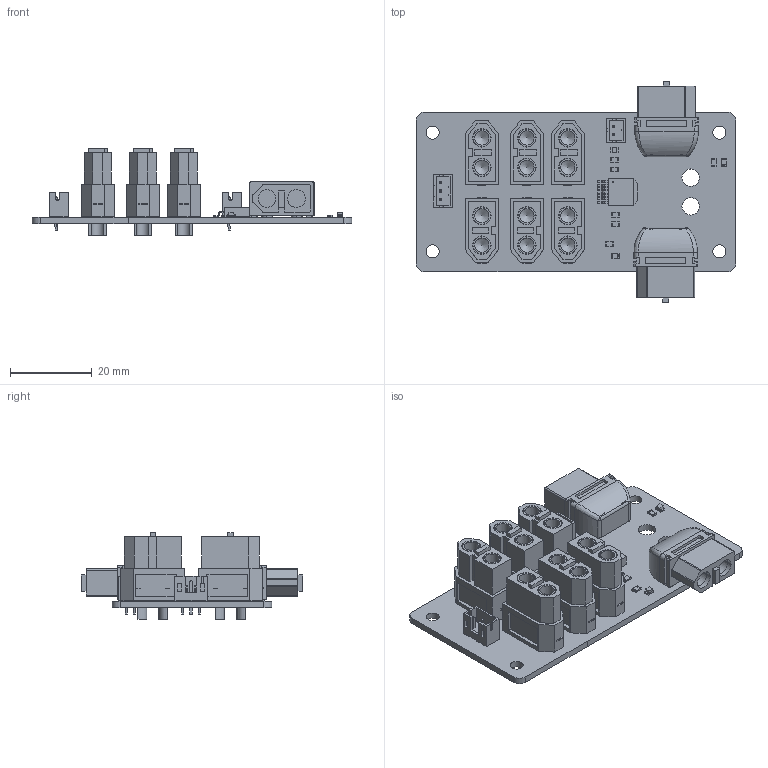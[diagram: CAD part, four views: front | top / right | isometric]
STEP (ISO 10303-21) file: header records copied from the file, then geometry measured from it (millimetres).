
FILE_DESCRIPTION(('KiCad electronic assembly'),'2;1');
FILE_NAME('HighAmpOutput-REV1-2025-04-27.step','2025-04-27T16:56:59',( 'Pcbnew'),('Kicad'),'Open CASCADE STEP processor 7.6', 'KiCad to STEP converter','Unknown');
FILE_SCHEMA(('AUTOMOTIVE_DESIGN { 1 0 10303 214 1 1 1 1 }'));
Length unit declared in the file: millimetre
Products named in the file (18): HighAmpOutput-REV1-2025-04-27 1; R_0805_2012Metric; AMASS_XT60-F_1x02_P7.2mm_Vertical; XT60 female v5; JST_PH_B3B-PH-K_1x03_P2.00mm_Vertical; JST_B3B_PH_K; XT60PW FEMALE; OCTAPACK_VN7004_STM; part; C_0805_2012Metric; LED_0805_2012Metric; JST_PH_B2B-PH-K_1x02_P2.00mm_Vertical; JST_B2B_PH_K; HighAmpOutput_PCB
Assembly tree (29 placements, depth 3):
  HighAmpOutput-REV1-2025-04-27 1
    R_0805_2012Metric  x6
      R_0805_2012Metric
    AMASS_XT60-F_1x02_P7.2mm_Vertical  x6
      XT60 female v5
    JST_PH_B3B-PH-K_1x03_P2.00mm_Vertical
      JST_B3B_PH_K
    XT60PW FEMALE  x2
      XT60PW FEMALE
    OCTAPACK_VN7004_STM
      part
    C_0805_2012Metric
      C_0805_2012Metric
    LED_0805_2012Metric  x2
      LED_0805_2012Metric
    JST_PH_B2B-PH-K_1x02_P2.00mm_Vertical
      JST_B2B_PH_K
    HighAmpOutput_PCB
Bounding box: 78 x 54.1 x 21.2 mm (x, y, z)
Volume: 14886.9 mm3; surface area: 23886.1 mm2
Topology: 42 solids, 42 shells, 1435 faces, 3701 edges, 2430 vertices
Faces by surface type: plane 1099, cylinder 288, cone 32, torus 8, bspline 4, sphere 4
Full cylindrical faces by diameter (mm): 0.33 x1, 0.75 x5, 2.7 x4, 3 x12, 3.2 x4, 3.5 x12, 4.25 x2, 4.3 x24, 4.5 x24, 6 x12
Entity records: 26283 total; most frequent: CARTESIAN_POINT 3886, ORIENTED_EDGE 3724, DIRECTION 3651, EDGE_CURVE 1862, LINE 1541, VECTOR 1541, VERTEX_POINT 1224, AXIS2_PLACEMENT_3D 1055
